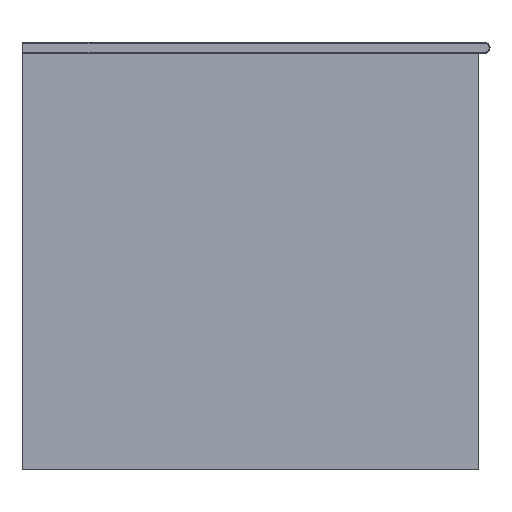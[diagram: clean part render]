
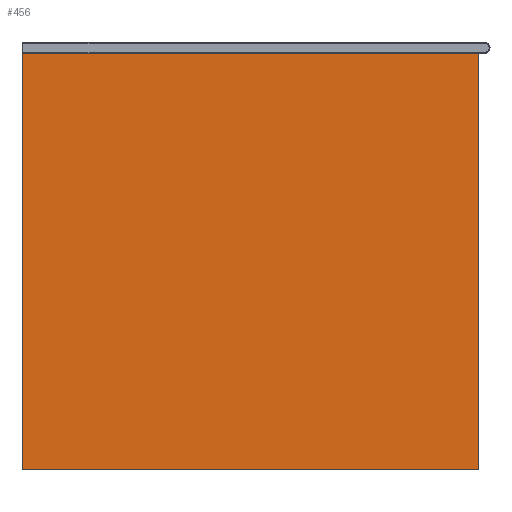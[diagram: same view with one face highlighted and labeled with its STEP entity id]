
A CAD part, left-side view. The second image highlights one B-rep face of the part: STEP entity #456.
In plain terms, the highlighted face is planar.
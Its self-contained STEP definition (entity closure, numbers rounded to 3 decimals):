
#456=ADVANCED_FACE('',(#671),#3837,.T.);
#671=FACE_OUTER_BOUND('',#886,.T.);
#886=EDGE_LOOP('',(#2042,#2043,#2044,#2045));
#2042=ORIENTED_EDGE('',*,*,#2642,.F.);
#2043=ORIENTED_EDGE('',*,*,#2643,.F.);
#2044=ORIENTED_EDGE('',*,*,#2644,.F.);
#2045=ORIENTED_EDGE('',*,*,#2641,.F.);
#2641=EDGE_CURVE('',#3620,#3621,#3228,.T.);
#2642=EDGE_CURVE('',#3622,#3620,#3229,.T.);
#2643=EDGE_CURVE('',#3623,#3622,#3230,.T.);
#2644=EDGE_CURVE('',#3621,#3623,#3231,.T.);
#3228=B_SPLINE_CURVE_WITH_KNOTS('',1,(#7074,#7075),.UNSPECIFIED.,.F.,.F.,
(2,2),(-450.,0.),.UNSPECIFIED.);
#3229=B_SPLINE_CURVE_WITH_KNOTS('',1,(#7076,#7077),.UNSPECIFIED.,.F.,.F.,
(2,2),(-494.,0.),.UNSPECIFIED.);
#3230=B_SPLINE_CURVE_WITH_KNOTS('',1,(#7078,#7079),.UNSPECIFIED.,.F.,.F.,
(2,2),(-450.,0.),.UNSPECIFIED.);
#3231=B_SPLINE_CURVE_WITH_KNOTS('',1,(#7080,#7081),.UNSPECIFIED.,.F.,.F.,
(2,2),(-494.,0.),.UNSPECIFIED.);
#3620=VERTEX_POINT('',#7066);
#3621=VERTEX_POINT('',#7067);
#3622=VERTEX_POINT('',#7068);
#3623=VERTEX_POINT('',#7069);
#3837=PLANE('',#4288);
#4288=AXIS2_PLACEMENT_3D('',#7060,#4545,$);
#4545=DIRECTION('',(1.,0.,0.));
#7060=CARTESIAN_POINT('',(8.,270.,-49.4));
#7066=CARTESIAN_POINT('',(8.,225.,0.));
#7067=CARTESIAN_POINT('',(8.,-225.,0.));
#7068=CARTESIAN_POINT('',(8.,225.,494.));
#7069=CARTESIAN_POINT('',(8.,-225.,494.));
#7074=CARTESIAN_POINT('',(8.,225.,0.));
#7075=CARTESIAN_POINT('',(8.,-225.,0.));
#7076=CARTESIAN_POINT('',(8.,225.,494.));
#7077=CARTESIAN_POINT('',(8.,225.,0.));
#7078=CARTESIAN_POINT('',(8.,-225.,494.));
#7079=CARTESIAN_POINT('',(8.,225.,494.));
#7080=CARTESIAN_POINT('',(8.,-225.,0.));
#7081=CARTESIAN_POINT('',(8.,-225.,494.));
